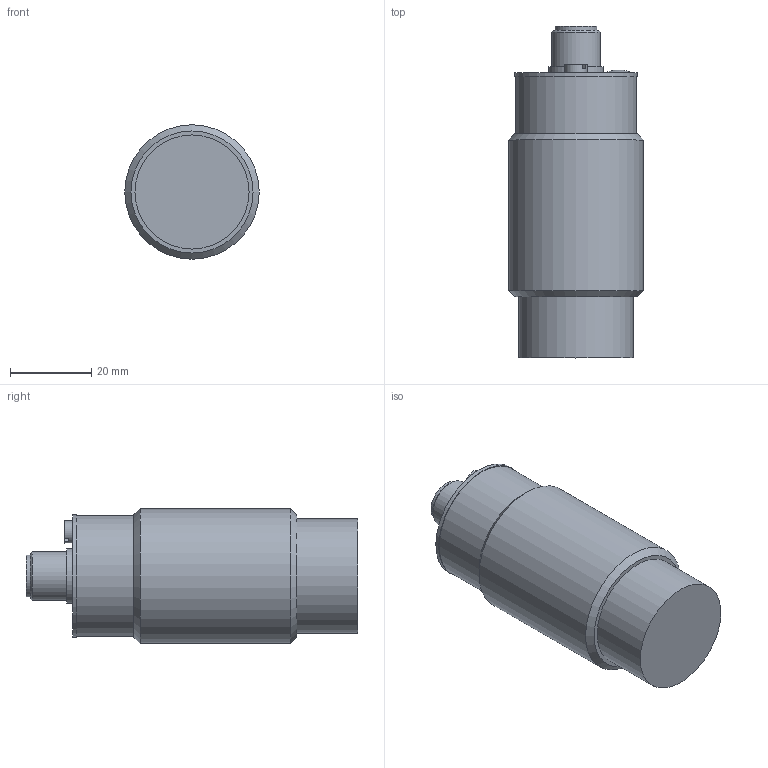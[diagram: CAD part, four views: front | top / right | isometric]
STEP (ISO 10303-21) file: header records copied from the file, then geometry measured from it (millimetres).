
FILE_DESCRIPTION(/* description */ (''),/* implementation_level */ '2;1');
FILE_NAME(/* name */ 'KA0868_Shrinkwrap_1.stp',/* time_stamp */ '2022-01-19T13:47:37+01:00',/* author */ ('Krieger Anja'),/* organization */ (''),/* preprocessor_version */ 'ST-DEVELOPER v18.1',/* originating_system */ 'Autodesk Inventor 2021',/* authorisation */ '');
FILE_SCHEMA (('AUTOMOTIVE_DESIGN { 1 0 10303 214 3 1 1 }'));
Length unit declared in the file: millimetre
Products named in the file (1): KA0868_Shrinkwrap_1
Bounding box: 33 x 81.5 x 33 mm (x, y, z)
Volume: 54524.4 mm3; surface area: 9225.9 mm2
Topology: 1 solids, 1 shells, 36 faces, 78 edges, 52 vertices
Faces by surface type: cylinder 14, plane 14, sphere 4, cone 3, bspline 1
Full cylindrical faces by diameter (mm): 1 x4, 5.5 x1, 10.3 x1, 12 x1, 13.5 x1, 28 x1, 29.7 x1, 30 x1, 33 x1
Entity records: 1152 total; most frequent: DIRECTION 193, CARTESIAN_POINT 188, ORIENTED_EDGE 146, AXIS2_PLACEMENT_3D 84, EDGE_CURVE 73, VERTEX_POINT 52, EDGE_LOOP 49, CIRCLE 48
